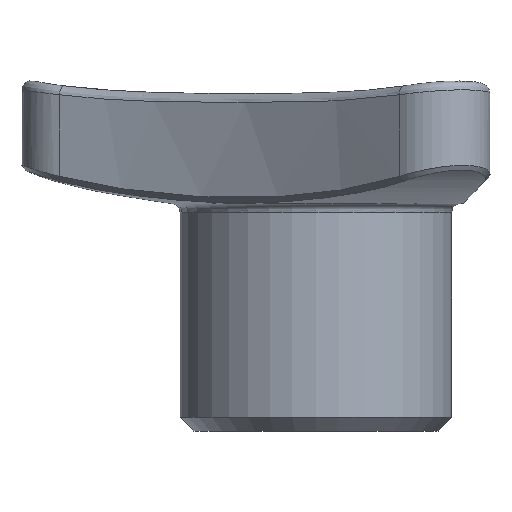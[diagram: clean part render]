
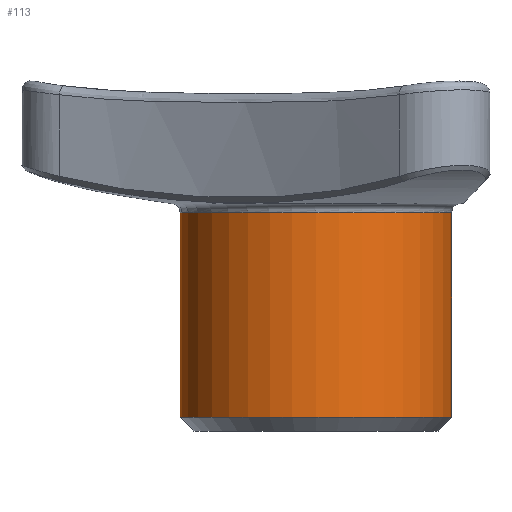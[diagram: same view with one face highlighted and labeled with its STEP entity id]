
A CAD part, left-side view. The second image highlights one B-rep face of the part: STEP entity #113.
In plain terms, the highlighted cylindrical face has radius 15 mm (diameter 30 mm), a full revolution.
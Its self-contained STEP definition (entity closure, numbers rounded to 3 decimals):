
#113 = ADVANCED_FACE( '', ( #232, #233 ), #234, .T. );
#232 = FACE_OUTER_BOUND( '', #1594, .T. );
#233 = FACE_OUTER_BOUND( '', #1595, .T. );
#234 = CYLINDRICAL_SURFACE( '', #1596, 15. );
#1594 = EDGE_LOOP( '', ( #2098 ) );
#1595 = EDGE_LOOP( '', ( #2099 ) );
#1596 = AXIS2_PLACEMENT_3D( '', #2100, #2101, #2102 );
#2098 = ORIENTED_EDGE( '', *, *, #2170, .T. );
#2099 = ORIENTED_EDGE( '', *, *, #2181, .T. );
#2100 = CARTESIAN_POINT( '', ( 0., 0., 33.564 ) );
#2101 = DIRECTION( '', ( 0., 0., -1. ) );
#2102 = DIRECTION( '', ( 1., 0., 0. ) );
#2170 = EDGE_CURVE( '', #2286, #2286, #2287, .T. );
#2181 = EDGE_CURVE( '', #2299, #2299, #2300, .F. );
#2286 = VERTEX_POINT( '', #3298 );
#2287 = CIRCLE( '', #3299, 15. );
#2299 = VERTEX_POINT( '', #3476 );
#2300 = CIRCLE( '', #3477, 15. );
#3298 = CARTESIAN_POINT( '', ( 15., 0., 1.5 ) );
#3299 = AXIS2_PLACEMENT_3D( '', #3612, #3613, #3614 );
#3476 = CARTESIAN_POINT( '', ( 15., 0., 24.137 ) );
#3477 = AXIS2_PLACEMENT_3D( '', #3618, #3619, #3620 );
#3612 = CARTESIAN_POINT( '', ( 0., 0., 1.5 ) );
#3613 = DIRECTION( '', ( 0., 0., 1. ) );
#3614 = DIRECTION( '', ( 1., 0., 0. ) );
#3618 = CARTESIAN_POINT( '', ( 0., 0., 24.137 ) );
#3619 = DIRECTION( '', ( 0., 0., 1. ) );
#3620 = DIRECTION( '', ( 1., 0., 0. ) );
